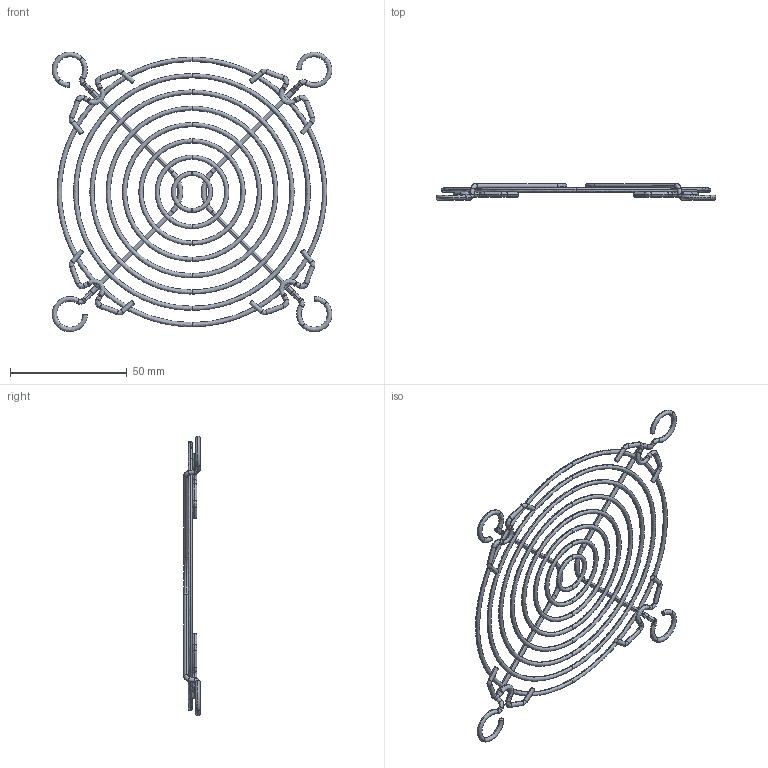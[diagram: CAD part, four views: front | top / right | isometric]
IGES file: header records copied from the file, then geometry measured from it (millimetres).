
Start section: SolidWorks IGES file using analytic representation for surfaces
Global section: file name: sc120_w15.IGS; native system: SolidWorks 2011; preprocessor: SolidWorks 2011; author: ripudaman.singh; date: 120726.142751; units: millimetre
Bounding box: 120 x 7 x 120 mm (x, y, z)
Surface area: 13211.2 mm2 (no closed solid volume)
Topology: 0 solids, 0 shells, 220 faces, 1248 edges, 1248 vertices
Faces by surface type: bspline 196, revolution 24
